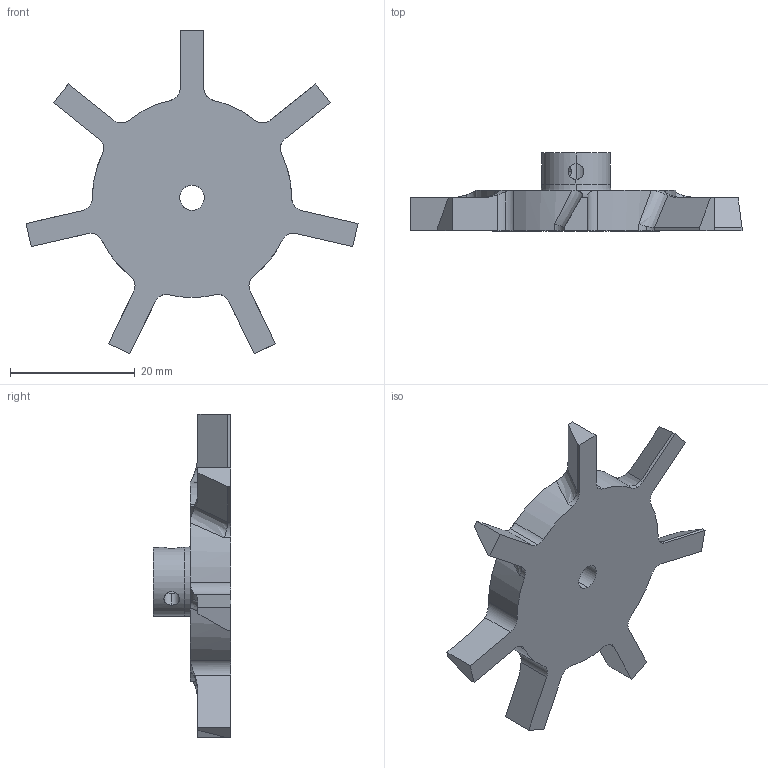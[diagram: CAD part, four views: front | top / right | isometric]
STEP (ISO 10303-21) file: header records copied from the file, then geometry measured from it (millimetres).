
FILE_DESCRIPTION (( 'STEP AP203' ), '1' );
FILE_NAME ('畢謫17.STEP', '2018-01-03T13:32:22', ( 'User' ), ( 'china' ), 'SwSTEP 2.0', 'SolidWorks 2016', '' );
FILE_SCHEMA (( 'CONFIG_CONTROL_DESIGN' ));
Length unit declared in the file: millimetre
Products named in the file (1): 畢謫17
Bounding box: 53.27 x 12.5 x 51.94 mm (x, y, z)
Volume: 5009.1 mm3; surface area: 4155.7 mm2
Topology: 1 solids, 1 shells, 92 faces, 252 edges, 162 vertices
Faces by surface type: plane 39, cylinder 34, torus 12, bspline 7
Entity records: 3421 total; most frequent: CARTESIAN_POINT 1123, ORIENTED_EDGE 504, DIRECTION 421, EDGE_CURVE 252, VERTEX_POINT 162, AXIS2_PLACEMENT_3D 154, VECTOR 113, LINE 113
